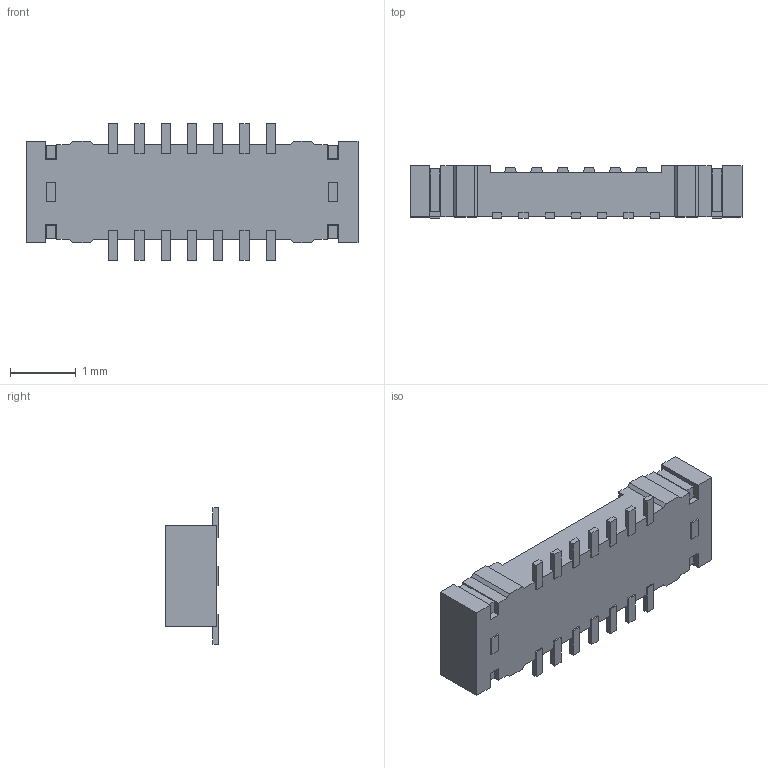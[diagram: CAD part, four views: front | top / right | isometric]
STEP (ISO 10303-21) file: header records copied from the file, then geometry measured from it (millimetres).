
FILE_DESCRIPTION((''),'2;1');
FILE_NAME('5024301430','2018-10-09T',('gga'),(''),'PRO/ENGINEER BY PARAMETRIC TECHNOLOGY CORPORATION, 2016010','PRO/ENGINEER BY PARAMETRIC TECHNOLOGY CORPORATION, 2016010','');
FILE_SCHEMA(('CONFIG_CONTROL_DESIGN'));
Length unit declared in the file: millimetre
Products named in the file (1): 5024301430
Bounding box: 5.06 x 0.8 x 2.08 mm (x, y, z)
Volume: 4.2 mm3; surface area: 36.1 mm2
Topology: 1 solids, 1 shells, 228 faces, 700 edges, 488 vertices
Faces by surface type: plane 228
Entity records: 7607 total; most frequent: CARTESIAN_POINT 1353, ORIENTED_EDGE 1272, DIRECTION 1158, VECTOR 700, LINE 700, EDGE_CURVE 636, VERTEX_POINT 424, EDGE_LOOP 242
